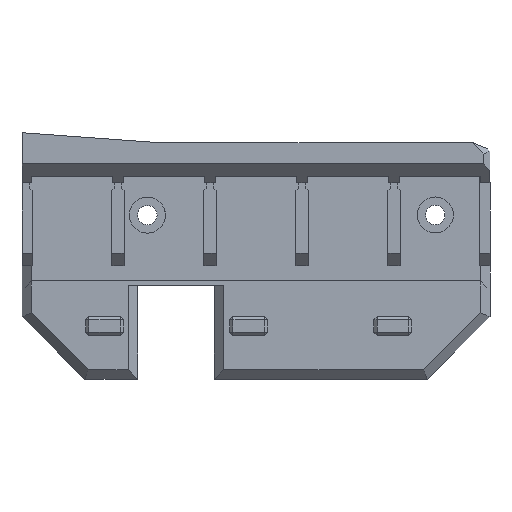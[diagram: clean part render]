
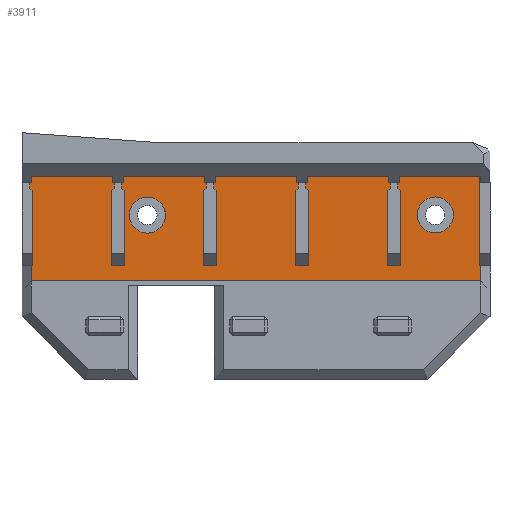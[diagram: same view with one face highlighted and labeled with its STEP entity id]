
A CAD part, top view. The second image highlights one B-rep face of the part: STEP entity #3911.
In plain terms, the highlighted planar face has unit normal (0, 0, 1).
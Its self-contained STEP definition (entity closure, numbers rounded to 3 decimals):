
#33=FACE_BOUND('',#379,.T.);
#34=FACE_BOUND('',#380,.T.);
#43=CIRCLE('',#4147,2.875);
#44=CIRCLE('',#4148,2.875);
#151=FACE_OUTER_BOUND('',#378,.T.);
#378=EDGE_LOOP('',(#3004,#3005,#3006,#3007,#3008,#3009,#3010,#3011,#3012,
#3013,#3014,#3015,#3016,#3017,#3018,#3019,#3020,#3021,#3022,#3023,#3024,
#3025));
#379=EDGE_LOOP('',(#3026));
#380=EDGE_LOOP('',(#3027));
#558=LINE('',#5407,#1099);
#604=LINE('',#5498,#1145);
#612=LINE('',#5513,#1153);
#789=LINE('',#5867,#1330);
#790=LINE('',#5869,#1331);
#791=LINE('',#5871,#1332);
#792=LINE('',#5873,#1333);
#793=LINE('',#5875,#1334);
#794=LINE('',#5877,#1335);
#795=LINE('',#5879,#1336);
#796=LINE('',#5881,#1337);
#797=LINE('',#5883,#1338);
#798=LINE('',#5885,#1339);
#799=LINE('',#5887,#1340);
#800=LINE('',#5889,#1341);
#801=LINE('',#5891,#1342);
#802=LINE('',#5893,#1343);
#803=LINE('',#5895,#1344);
#804=LINE('',#5897,#1345);
#805=LINE('',#5899,#1346);
#806=LINE('',#5901,#1347);
#807=LINE('',#5902,#1348);
#1099=VECTOR('',#4364,10.);
#1145=VECTOR('',#4432,10.);
#1153=VECTOR('',#4444,10.);
#1330=VECTOR('',#4767,10.);
#1331=VECTOR('',#4768,10.);
#1332=VECTOR('',#4769,10.);
#1333=VECTOR('',#4770,10.);
#1334=VECTOR('',#4771,10.);
#1335=VECTOR('',#4772,10.);
#1336=VECTOR('',#4773,10.);
#1337=VECTOR('',#4774,10.);
#1338=VECTOR('',#4775,10.);
#1339=VECTOR('',#4776,10.);
#1340=VECTOR('',#4777,10.);
#1341=VECTOR('',#4778,10.);
#1342=VECTOR('',#4779,10.);
#1343=VECTOR('',#4780,10.);
#1344=VECTOR('',#4781,10.);
#1345=VECTOR('',#4782,10.);
#1346=VECTOR('',#4783,10.);
#1347=VECTOR('',#4784,10.);
#1348=VECTOR('',#4785,10.);
#1634=VERTEX_POINT('',#5403);
#1636=VERTEX_POINT('',#5406);
#1670=VERTEX_POINT('',#5497);
#1675=VERTEX_POINT('',#5512);
#1779=VERTEX_POINT('',#5866);
#1780=VERTEX_POINT('',#5868);
#1781=VERTEX_POINT('',#5870);
#1782=VERTEX_POINT('',#5872);
#1783=VERTEX_POINT('',#5874);
#1784=VERTEX_POINT('',#5876);
#1785=VERTEX_POINT('',#5878);
#1786=VERTEX_POINT('',#5880);
#1787=VERTEX_POINT('',#5882);
#1788=VERTEX_POINT('',#5884);
#1789=VERTEX_POINT('',#5886);
#1790=VERTEX_POINT('',#5888);
#1791=VERTEX_POINT('',#5890);
#1792=VERTEX_POINT('',#5892);
#1793=VERTEX_POINT('',#5894);
#1794=VERTEX_POINT('',#5896);
#1795=VERTEX_POINT('',#5898);
#1796=VERTEX_POINT('',#5900);
#1797=VERTEX_POINT('',#5903);
#1798=VERTEX_POINT('',#5905);
#1992=EDGE_CURVE('',#1636,#1634,#558,.F.);
#2038=EDGE_CURVE('',#1670,#1634,#604,.T.);
#2046=EDGE_CURVE('',#1636,#1675,#612,.T.);
#2223=EDGE_CURVE('',#1670,#1779,#789,.T.);
#2224=EDGE_CURVE('',#1780,#1779,#790,.T.);
#2225=EDGE_CURVE('',#1780,#1781,#791,.T.);
#2226=EDGE_CURVE('',#1781,#1782,#792,.T.);
#2227=EDGE_CURVE('',#1782,#1783,#793,.T.);
#2228=EDGE_CURVE('',#1783,#1784,#794,.T.);
#2229=EDGE_CURVE('',#1784,#1785,#795,.T.);
#2230=EDGE_CURVE('',#1785,#1786,#796,.T.);
#2231=EDGE_CURVE('',#1786,#1787,#797,.T.);
#2232=EDGE_CURVE('',#1787,#1788,#798,.T.);
#2233=EDGE_CURVE('',#1788,#1789,#799,.T.);
#2234=EDGE_CURVE('',#1789,#1790,#800,.T.);
#2235=EDGE_CURVE('',#1790,#1791,#801,.T.);
#2236=EDGE_CURVE('',#1791,#1792,#802,.T.);
#2237=EDGE_CURVE('',#1792,#1793,#803,.T.);
#2238=EDGE_CURVE('',#1793,#1794,#804,.T.);
#2239=EDGE_CURVE('',#1795,#1794,#805,.T.);
#2240=EDGE_CURVE('',#1795,#1796,#806,.T.);
#2241=EDGE_CURVE('',#1675,#1796,#807,.T.);
#2242=EDGE_CURVE('',#1797,#1797,#43,.T.);
#2243=EDGE_CURVE('',#1798,#1798,#44,.T.);
#3004=ORIENTED_EDGE('',*,*,#2038,.F.);
#3005=ORIENTED_EDGE('',*,*,#2223,.T.);
#3006=ORIENTED_EDGE('',*,*,#2224,.F.);
#3007=ORIENTED_EDGE('',*,*,#2225,.T.);
#3008=ORIENTED_EDGE('',*,*,#2226,.T.);
#3009=ORIENTED_EDGE('',*,*,#2227,.T.);
#3010=ORIENTED_EDGE('',*,*,#2228,.T.);
#3011=ORIENTED_EDGE('',*,*,#2229,.T.);
#3012=ORIENTED_EDGE('',*,*,#2230,.T.);
#3013=ORIENTED_EDGE('',*,*,#2231,.T.);
#3014=ORIENTED_EDGE('',*,*,#2232,.T.);
#3015=ORIENTED_EDGE('',*,*,#2233,.T.);
#3016=ORIENTED_EDGE('',*,*,#2234,.T.);
#3017=ORIENTED_EDGE('',*,*,#2235,.T.);
#3018=ORIENTED_EDGE('',*,*,#2236,.T.);
#3019=ORIENTED_EDGE('',*,*,#2237,.T.);
#3020=ORIENTED_EDGE('',*,*,#2238,.T.);
#3021=ORIENTED_EDGE('',*,*,#2239,.F.);
#3022=ORIENTED_EDGE('',*,*,#2240,.T.);
#3023=ORIENTED_EDGE('',*,*,#2241,.F.);
#3024=ORIENTED_EDGE('',*,*,#2046,.F.);
#3025=ORIENTED_EDGE('',*,*,#1992,.T.);
#3026=ORIENTED_EDGE('',*,*,#2242,.T.);
#3027=ORIENTED_EDGE('',*,*,#2243,.T.);
#3702=PLANE('',#4146);
#3911=ADVANCED_FACE('',(#151,#33,#34),#3702,.T.);
#4146=AXIS2_PLACEMENT_3D('',#5865,#4765,#4766);
#4147=AXIS2_PLACEMENT_3D('',#5904,#4786,#4787);
#4148=AXIS2_PLACEMENT_3D('',#5906,#4788,#4789);
#4364=DIRECTION('',(-1.,0.,0.));
#4432=DIRECTION('',(0.,1.,0.));
#4444=DIRECTION('',(0.,1.,0.));
#4765=DIRECTION('center_axis',(0.,0.,1.));
#4766=DIRECTION('ref_axis',(1.,0.,0.));
#4767=DIRECTION('',(1.,0.,0.));
#4768=DIRECTION('',(0.,-1.,0.));
#4769=DIRECTION('',(-1.,0.,0.));
#4770=DIRECTION('',(0.,-1.,0.));
#4771=DIRECTION('',(-1.,0.,0.));
#4772=DIRECTION('',(0.,1.,0.));
#4773=DIRECTION('',(-1.,0.,0.));
#4774=DIRECTION('',(0.,-1.,0.));
#4775=DIRECTION('',(-1.,0.,0.));
#4776=DIRECTION('',(0.,1.,0.));
#4777=DIRECTION('',(-1.,0.,0.));
#4778=DIRECTION('',(0.,-1.,0.));
#4779=DIRECTION('',(-1.,0.,0.));
#4780=DIRECTION('',(0.,1.,0.));
#4781=DIRECTION('',(-1.,0.,0.));
#4782=DIRECTION('',(0.,-1.,0.));
#4783=DIRECTION('',(1.,0.,0.));
#4784=DIRECTION('',(0.,1.,0.));
#4785=DIRECTION('',(1.,0.,0.));
#4786=DIRECTION('center_axis',(0.,0.,-1.));
#4787=DIRECTION('ref_axis',(0.,1.,0.));
#4788=DIRECTION('center_axis',(0.,0.,-1.));
#4789=DIRECTION('ref_axis',(0.,1.,0.));
#5403=CARTESIAN_POINT('',(-31.864,-2.7,18.499));
#5406=CARTESIAN_POINT('',(-32.164,-2.7,18.499));
#5407=CARTESIAN_POINT('',(-29.634,-2.7,18.499));
#5497=CARTESIAN_POINT('',(-31.864,-5.1,18.499));
#5498=CARTESIAN_POINT('',(-31.864,0.925,18.499));
#5512=CARTESIAN_POINT('',(-32.164,13.55,18.499));
#5513=CARTESIAN_POINT('',(-32.164,-0.075,18.499));
#5865=CARTESIAN_POINT('Origin',(-25.904,-10.7,18.499));
#5866=CARTESIAN_POINT('',(39.836,-5.1,18.499));
#5867=CARTESIAN_POINT('',(0.366,-5.1,18.499));
#5868=CARTESIAN_POINT('',(39.836,13.55,18.499));
#5869=CARTESIAN_POINT('',(39.836,-8.7,18.499));
#5870=CARTESIAN_POINT('',(26.636,13.55,18.499));
#5871=CARTESIAN_POINT('',(-9.984,13.55,18.499));
#5872=CARTESIAN_POINT('',(26.636,-2.7,18.499));
#5873=CARTESIAN_POINT('',(26.636,-0.075,18.499));
#5874=CARTESIAN_POINT('',(25.436,-2.7,18.499));
#5875=CARTESIAN_POINT('',(-0.234,-2.7,18.499));
#5876=CARTESIAN_POINT('',(25.436,13.55,18.499));
#5877=CARTESIAN_POINT('',(25.436,1.425,18.499));
#5878=CARTESIAN_POINT('',(11.936,13.55,18.499));
#5879=CARTESIAN_POINT('',(-9.984,13.55,18.499));
#5880=CARTESIAN_POINT('',(11.936,-2.7,18.499));
#5881=CARTESIAN_POINT('',(11.936,-0.075,18.499));
#5882=CARTESIAN_POINT('',(10.736,-2.7,18.499));
#5883=CARTESIAN_POINT('',(-7.584,-2.7,18.499));
#5884=CARTESIAN_POINT('',(10.736,13.55,18.499));
#5885=CARTESIAN_POINT('',(10.736,1.425,18.499));
#5886=CARTESIAN_POINT('',(-2.764,13.55,18.499));
#5887=CARTESIAN_POINT('',(-9.984,13.55,18.499));
#5888=CARTESIAN_POINT('',(-2.764,-2.7,18.499));
#5889=CARTESIAN_POINT('',(-2.764,-0.075,18.499));
#5890=CARTESIAN_POINT('',(-3.964,-2.7,18.499));
#5891=CARTESIAN_POINT('',(-22.284,-2.7,18.499));
#5892=CARTESIAN_POINT('',(-3.964,13.55,18.499));
#5893=CARTESIAN_POINT('',(-3.964,1.425,18.499));
#5894=CARTESIAN_POINT('',(-17.464,13.55,18.499));
#5895=CARTESIAN_POINT('',(-29.548,13.55,18.499));
#5896=CARTESIAN_POINT('',(-17.464,-2.7,18.499));
#5897=CARTESIAN_POINT('',(-17.464,-0.075,18.499));
#5898=CARTESIAN_POINT('',(-18.664,-2.7,18.499));
#5899=CARTESIAN_POINT('',(-29.634,-2.7,18.499));
#5900=CARTESIAN_POINT('',(-18.664,13.55,18.499));
#5901=CARTESIAN_POINT('',(-18.664,1.425,18.499));
#5902=CARTESIAN_POINT('',(-29.634,13.55,18.499));
#5903=CARTESIAN_POINT('',(32.603,2.55,18.499));
#5904=CARTESIAN_POINT('Origin',(32.603,5.425,18.499));
#5905=CARTESIAN_POINT('',(-13.361,2.525,18.499));
#5906=CARTESIAN_POINT('Origin',(-13.361,5.4,18.499));
